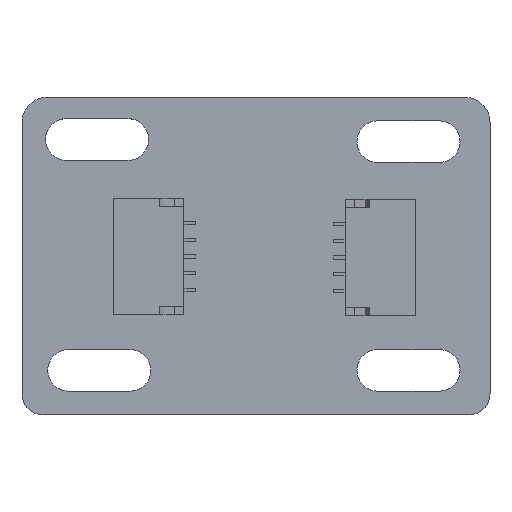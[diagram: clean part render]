
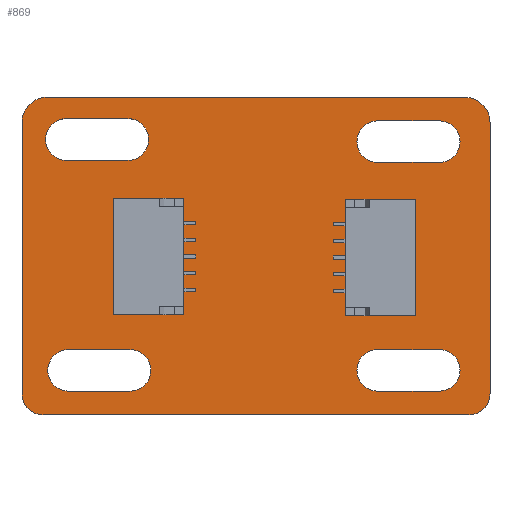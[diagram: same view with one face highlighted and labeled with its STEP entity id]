
A CAD part, top view. The second image highlights one B-rep face of the part: STEP entity #869.
In plain terms, the highlighted planar face has unit normal (0, 0, 1).
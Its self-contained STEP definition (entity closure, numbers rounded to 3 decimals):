
#68 = VERTEX_POINT('',#69);
#69 = CARTESIAN_POINT('',(29.21,28.321,0.411));
#75 = EDGE_CURVE('',#68,#76,#78,.T.);
#76 = VERTEX_POINT('',#77);
#77 = CARTESIAN_POINT('',(27.94,29.591,0.411));
#78 = CIRCLE('',#79,1.27);
#79 = AXIS2_PLACEMENT_3D('',#80,#81,#82);
#80 = CARTESIAN_POINT('',(29.21,29.591,0.411));
#81 = DIRECTION('',(0.,0.,-1.));
#82 = DIRECTION('',(0.,-1.,0.));
#108 = EDGE_CURVE('',#76,#109,#111,.T.);
#109 = VERTEX_POINT('',#110);
#110 = CARTESIAN_POINT('',(27.94,45.86,0.411));
#111 = LINE('',#112,#113);
#112 = CARTESIAN_POINT('',(27.94,29.591,0.411));
#113 = VECTOR('',#114,1.);
#114 = DIRECTION('',(0.,1.,0.));
#139 = EDGE_CURVE('',#109,#140,#142,.T.);
#140 = VERTEX_POINT('',#141);
#141 = CARTESIAN_POINT('',(29.451,47.371,0.411));
#142 = CIRCLE('',#143,1.512);
#143 = AXIS2_PLACEMENT_3D('',#144,#145,#146);
#144 = CARTESIAN_POINT('',(29.452,45.859,0.411));
#145 = DIRECTION('',(0.,0.,-1.));
#146 = DIRECTION('',(-1.,0.001,0.));
#172 = EDGE_CURVE('',#140,#173,#175,.T.);
#173 = VERTEX_POINT('',#174);
#174 = CARTESIAN_POINT('',(54.483,47.371,0.411));
#175 = LINE('',#176,#177);
#176 = CARTESIAN_POINT('',(29.451,47.371,0.411));
#177 = VECTOR('',#178,1.);
#178 = DIRECTION('',(1.,0.,0.));
#203 = EDGE_CURVE('',#173,#204,#206,.T.);
#204 = VERTEX_POINT('',#205);
#205 = CARTESIAN_POINT('',(56.007,45.847,0.411));
#206 = CIRCLE('',#207,1.523);
#207 = AXIS2_PLACEMENT_3D('',#208,#209,#210);
#208 = CARTESIAN_POINT('',(54.484,45.848,0.411));
#209 = DIRECTION('',(0.,0.,-1.));
#210 = DIRECTION('',(-0.001,1.,0.));
#236 = EDGE_CURVE('',#204,#237,#239,.T.);
#237 = VERTEX_POINT('',#238);
#238 = CARTESIAN_POINT('',(56.007,29.591,0.411));
#239 = LINE('',#240,#241);
#240 = CARTESIAN_POINT('',(56.007,45.847,0.411));
#241 = VECTOR('',#242,1.);
#242 = DIRECTION('',(0.,-1.,0.));
#267 = EDGE_CURVE('',#237,#268,#270,.T.);
#268 = VERTEX_POINT('',#269);
#269 = CARTESIAN_POINT('',(54.737,28.321,0.411));
#270 = CIRCLE('',#271,1.27);
#271 = AXIS2_PLACEMENT_3D('',#272,#273,#274);
#272 = CARTESIAN_POINT('',(54.737,29.591,0.411));
#273 = DIRECTION('',(0.,0.,-1.));
#274 = DIRECTION('',(1.,0.,0.));
#300 = EDGE_CURVE('',#268,#68,#301,.T.);
#301 = LINE('',#302,#303);
#302 = CARTESIAN_POINT('',(54.737,28.321,0.411));
#303 = VECTOR('',#304,1.);
#304 = DIRECTION('',(-1.,0.,0.));
#324 = VERTEX_POINT('',#325);
#325 = CARTESIAN_POINT('',(30.734,29.738,0.411));
#331 = EDGE_CURVE('',#324,#332,#334,.T.);
#332 = VERTEX_POINT('',#333);
#333 = CARTESIAN_POINT('',(30.734,32.238,0.411));
#334 = CIRCLE('',#335,1.25);
#335 = AXIS2_PLACEMENT_3D('',#336,#337,#338);
#336 = CARTESIAN_POINT('',(30.734,30.988,0.411));
#337 = DIRECTION('',(0.,0.,-1.));
#338 = DIRECTION('',(0.,-1.,0.));
#364 = EDGE_CURVE('',#332,#365,#367,.T.);
#365 = VERTEX_POINT('',#366);
#366 = CARTESIAN_POINT('',(34.417,32.238,0.411));
#367 = LINE('',#368,#369);
#368 = CARTESIAN_POINT('',(30.734,32.238,0.411));
#369 = VECTOR('',#370,1.);
#370 = DIRECTION('',(1.,0.,0.));
#395 = EDGE_CURVE('',#365,#396,#398,.T.);
#396 = VERTEX_POINT('',#397);
#397 = CARTESIAN_POINT('',(34.417,29.738,0.411));
#398 = CIRCLE('',#399,1.25);
#399 = AXIS2_PLACEMENT_3D('',#400,#401,#402);
#400 = CARTESIAN_POINT('',(34.417,30.988,0.411));
#401 = DIRECTION('',(0.,0.,-1.));
#402 = DIRECTION('',(0.,1.,0.));
#428 = EDGE_CURVE('',#396,#324,#429,.T.);
#429 = LINE('',#430,#431);
#430 = CARTESIAN_POINT('',(34.417,29.738,0.411));
#431 = VECTOR('',#432,1.);
#432 = DIRECTION('',(-1.,0.,0.));
#452 = VERTEX_POINT('',#453);
#453 = CARTESIAN_POINT('',(30.607,43.581,0.411));
#459 = EDGE_CURVE('',#452,#460,#462,.T.);
#460 = VERTEX_POINT('',#461);
#461 = CARTESIAN_POINT('',(30.607,46.081,0.411));
#462 = CIRCLE('',#463,1.25);
#463 = AXIS2_PLACEMENT_3D('',#464,#465,#466);
#464 = CARTESIAN_POINT('',(30.607,44.831,0.411));
#465 = DIRECTION('',(0.,0.,-1.));
#466 = DIRECTION('',(0.,-1.,0.));
#492 = EDGE_CURVE('',#460,#493,#495,.T.);
#493 = VERTEX_POINT('',#494);
#494 = CARTESIAN_POINT('',(34.29,46.081,0.411));
#495 = LINE('',#496,#497);
#496 = CARTESIAN_POINT('',(30.607,46.081,0.411));
#497 = VECTOR('',#498,1.);
#498 = DIRECTION('',(1.,0.,0.));
#523 = EDGE_CURVE('',#493,#524,#526,.T.);
#524 = VERTEX_POINT('',#525);
#525 = CARTESIAN_POINT('',(34.29,43.581,0.411));
#526 = CIRCLE('',#527,1.25);
#527 = AXIS2_PLACEMENT_3D('',#528,#529,#530);
#528 = CARTESIAN_POINT('',(34.29,44.831,0.411));
#529 = DIRECTION('',(0.,0.,-1.));
#530 = DIRECTION('',(0.,1.,0.));
#556 = EDGE_CURVE('',#524,#452,#557,.T.);
#557 = LINE('',#558,#559);
#558 = CARTESIAN_POINT('',(34.29,43.581,0.411));
#559 = VECTOR('',#560,1.);
#560 = DIRECTION('',(-1.,0.,0.));
#580 = VERTEX_POINT('',#581);
#581 = CARTESIAN_POINT('',(49.276,29.738,0.411));
#587 = EDGE_CURVE('',#580,#588,#590,.T.);
#588 = VERTEX_POINT('',#589);
#589 = CARTESIAN_POINT('',(49.276,32.238,0.411));
#590 = CIRCLE('',#591,1.25);
#591 = AXIS2_PLACEMENT_3D('',#592,#593,#594);
#592 = CARTESIAN_POINT('',(49.276,30.988,0.411));
#593 = DIRECTION('',(0.,0.,-1.));
#594 = DIRECTION('',(0.,-1.,0.));
#620 = EDGE_CURVE('',#588,#621,#623,.T.);
#621 = VERTEX_POINT('',#622);
#622 = CARTESIAN_POINT('',(52.959,32.238,0.411));
#623 = LINE('',#624,#625);
#624 = CARTESIAN_POINT('',(49.276,32.238,0.411));
#625 = VECTOR('',#626,1.);
#626 = DIRECTION('',(1.,0.,0.));
#651 = EDGE_CURVE('',#621,#652,#654,.T.);
#652 = VERTEX_POINT('',#653);
#653 = CARTESIAN_POINT('',(52.959,29.738,0.411));
#654 = CIRCLE('',#655,1.25);
#655 = AXIS2_PLACEMENT_3D('',#656,#657,#658);
#656 = CARTESIAN_POINT('',(52.959,30.988,0.411));
#657 = DIRECTION('',(0.,0.,-1.));
#658 = DIRECTION('',(0.,1.,0.));
#684 = EDGE_CURVE('',#652,#580,#685,.T.);
#685 = LINE('',#686,#687);
#686 = CARTESIAN_POINT('',(52.959,29.738,0.411));
#687 = VECTOR('',#688,1.);
#688 = DIRECTION('',(-1.,0.,0.));
#708 = VERTEX_POINT('',#709);
#709 = CARTESIAN_POINT('',(49.276,43.454,0.411));
#715 = EDGE_CURVE('',#708,#716,#718,.T.);
#716 = VERTEX_POINT('',#717);
#717 = CARTESIAN_POINT('',(49.276,45.954,0.411));
#718 = CIRCLE('',#719,1.25);
#719 = AXIS2_PLACEMENT_3D('',#720,#721,#722);
#720 = CARTESIAN_POINT('',(49.276,44.704,0.411));
#721 = DIRECTION('',(0.,0.,-1.));
#722 = DIRECTION('',(0.,-1.,0.));
#748 = EDGE_CURVE('',#716,#749,#751,.T.);
#749 = VERTEX_POINT('',#750);
#750 = CARTESIAN_POINT('',(52.959,45.954,0.411));
#751 = LINE('',#752,#753);
#752 = CARTESIAN_POINT('',(49.276,45.954,0.411));
#753 = VECTOR('',#754,1.);
#754 = DIRECTION('',(1.,0.,0.));
#779 = EDGE_CURVE('',#749,#780,#782,.T.);
#780 = VERTEX_POINT('',#781);
#781 = CARTESIAN_POINT('',(52.959,43.454,0.411));
#782 = CIRCLE('',#783,1.25);
#783 = AXIS2_PLACEMENT_3D('',#784,#785,#786);
#784 = CARTESIAN_POINT('',(52.959,44.704,0.411));
#785 = DIRECTION('',(0.,0.,-1.));
#786 = DIRECTION('',(0.,1.,0.));
#812 = EDGE_CURVE('',#780,#708,#813,.T.);
#813 = LINE('',#814,#815);
#814 = CARTESIAN_POINT('',(52.959,43.454,0.411));
#815 = VECTOR('',#816,1.);
#816 = DIRECTION('',(-1.,0.,0.));
#869 = ADVANCED_FACE('',(#870,#880,#886,#892,#898),#904,.T.);
#870 = FACE_BOUND('',#871,.F.);
#871 = EDGE_LOOP('',(#872,#873,#874,#875,#876,#877,#878,#879));
#872 = ORIENTED_EDGE('',*,*,#75,.T.);
#873 = ORIENTED_EDGE('',*,*,#108,.T.);
#874 = ORIENTED_EDGE('',*,*,#139,.T.);
#875 = ORIENTED_EDGE('',*,*,#172,.T.);
#876 = ORIENTED_EDGE('',*,*,#203,.T.);
#877 = ORIENTED_EDGE('',*,*,#236,.T.);
#878 = ORIENTED_EDGE('',*,*,#267,.T.);
#879 = ORIENTED_EDGE('',*,*,#300,.T.);
#880 = FACE_BOUND('',#881,.T.);
#881 = EDGE_LOOP('',(#882,#883,#884,#885));
#882 = ORIENTED_EDGE('',*,*,#331,.T.);
#883 = ORIENTED_EDGE('',*,*,#364,.T.);
#884 = ORIENTED_EDGE('',*,*,#395,.T.);
#885 = ORIENTED_EDGE('',*,*,#428,.T.);
#886 = FACE_BOUND('',#887,.T.);
#887 = EDGE_LOOP('',(#888,#889,#890,#891));
#888 = ORIENTED_EDGE('',*,*,#459,.T.);
#889 = ORIENTED_EDGE('',*,*,#492,.T.);
#890 = ORIENTED_EDGE('',*,*,#523,.T.);
#891 = ORIENTED_EDGE('',*,*,#556,.T.);
#892 = FACE_BOUND('',#893,.T.);
#893 = EDGE_LOOP('',(#894,#895,#896,#897));
#894 = ORIENTED_EDGE('',*,*,#587,.T.);
#895 = ORIENTED_EDGE('',*,*,#620,.T.);
#896 = ORIENTED_EDGE('',*,*,#651,.T.);
#897 = ORIENTED_EDGE('',*,*,#684,.T.);
#898 = FACE_BOUND('',#899,.T.);
#899 = EDGE_LOOP('',(#900,#901,#902,#903));
#900 = ORIENTED_EDGE('',*,*,#715,.T.);
#901 = ORIENTED_EDGE('',*,*,#748,.T.);
#902 = ORIENTED_EDGE('',*,*,#779,.T.);
#903 = ORIENTED_EDGE('',*,*,#812,.T.);
#904 = PLANE('',#905);
#905 = AXIS2_PLACEMENT_3D('',#906,#907,#908);
#906 = CARTESIAN_POINT('',(29.21,28.321,0.411));
#907 = DIRECTION('',(0.,0.,1.));
#908 = DIRECTION('',(1.,0.,0.));
